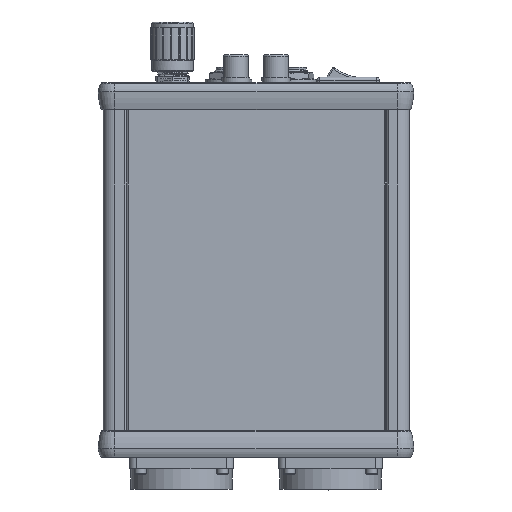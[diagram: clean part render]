
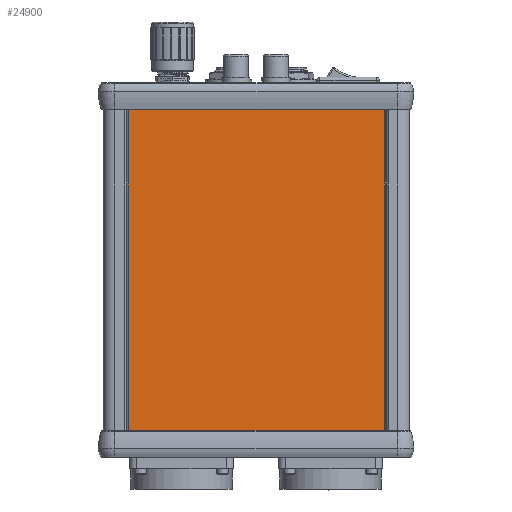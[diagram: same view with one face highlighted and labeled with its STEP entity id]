
A CAD part, top view. The second image highlights one B-rep face of the part: STEP entity #24900.
In plain terms, the highlighted face is planar.
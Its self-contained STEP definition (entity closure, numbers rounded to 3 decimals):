
#1943=LINE('',#41644,#4074);
#1949=LINE('',#41668,#4080);
#1950=LINE('',#41670,#4081);
#1951=LINE('',#41672,#4082);
#4074=VECTOR('',#34293,1000.);
#4080=VECTOR('',#34313,1000.);
#4081=VECTOR('',#34314,1000.);
#4082=VECTOR('',#34315,1000.);
#7063=ORIENTED_EDGE('',*,*,#13767,.T.);
#7064=ORIENTED_EDGE('',*,*,#13779,.F.);
#7065=ORIENTED_EDGE('',*,*,#13780,.T.);
#7066=ORIENTED_EDGE('',*,*,#13781,.T.);
#13767=EDGE_CURVE('',#17234,#17233,#1943,.T.);
#13779=EDGE_CURVE('',#17245,#17233,#1949,.T.);
#13780=EDGE_CURVE('',#17245,#17246,#1950,.T.);
#13781=EDGE_CURVE('',#17246,#17234,#1951,.T.);
#17233=VERTEX_POINT('',#41643);
#17234=VERTEX_POINT('',#41645);
#17245=VERTEX_POINT('',#41669);
#17246=VERTEX_POINT('',#41671);
#20628=EDGE_LOOP('',(#7063,#7064,#7065,#7066));
#22368=FACE_BOUND('',#20628,.T.);
#24013=PLANE('',#30821);
#24900=ADVANCED_FACE('',(#22368),#24013,.T.);
#30821=AXIS2_PLACEMENT_3D('',#41667,#34311,#34312);
#34293=DIRECTION('',(-1.,0.,0.));
#34311=DIRECTION('',(0.,-1.,0.));
#34312=DIRECTION('',(0.,0.,-1.));
#34313=DIRECTION('',(0.,0.,1.));
#34314=DIRECTION('',(1.,0.,0.));
#34315=DIRECTION('',(0.,0.,1.));
#41643=CARTESIAN_POINT('',(-43.01,0.,60.));
#41644=CARTESIAN_POINT('',(-43.01,0.,60.));
#41645=CARTESIAN_POINT('',(43.01,0.,60.));
#41667=CARTESIAN_POINT('',(43.01,0.,0.));
#41668=CARTESIAN_POINT('',(-43.01,0.,0.));
#41669=CARTESIAN_POINT('',(-43.01,0.,-60.));
#41670=CARTESIAN_POINT('',(0.,0.,-60.));
#41671=CARTESIAN_POINT('',(43.01,0.,-60.));
#41672=CARTESIAN_POINT('',(43.01,0.,0.));
